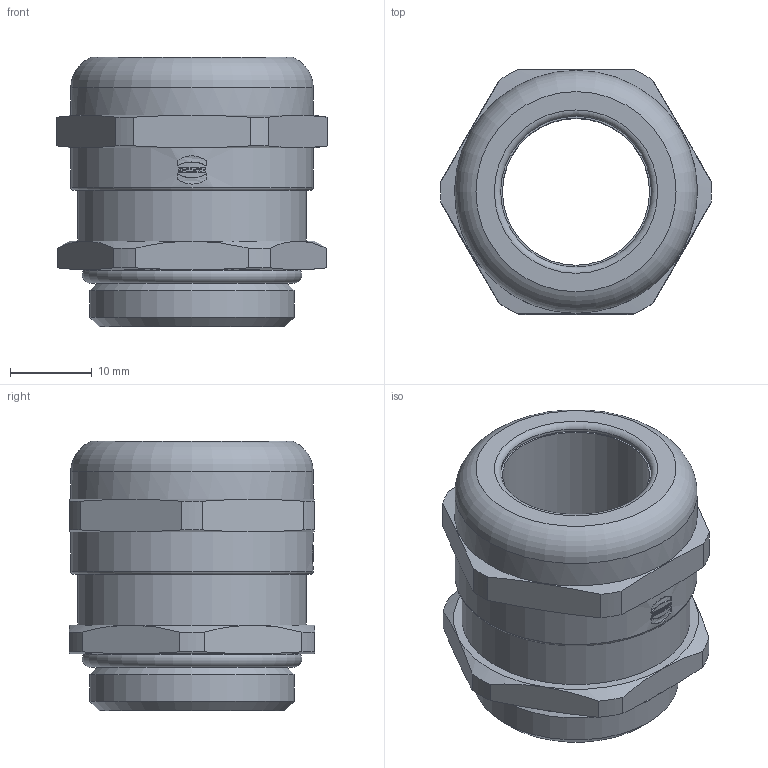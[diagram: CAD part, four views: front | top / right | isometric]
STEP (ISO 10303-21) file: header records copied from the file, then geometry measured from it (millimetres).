
FILE_DESCRIPTION(/* description */ (''),/* implementation_level */ '2;1');
FILE_NAME(/* name */ '100095216ugm000_e.stp',/* time_stamp */ '2019-01-23T16:31:49+01:00',/* author */ (''),/* organization */ (''),/* preprocessor_version */ 'ST-DEVELOPER v16.7',/* originating_system */ 'SIEMENS PLM Software NX 12.0',/* authorisation */ '');
FILE_SCHEMA (('AUTOMOTIVE_DESIGN { 1 0 10303 214 3 1 1 1 }'));
Length unit declared in the file: millimetre
Products named in the file (1): 100095216ugm000_e
Bounding box: 33.14 x 30 x 33 mm (x, y, z)
Volume: 12860.5 mm3; surface area: 6115 mm2
Topology: 1 solids, 1 shells, 284 faces, 788 edges, 532 vertices
Faces by surface type: bspline 132, plane 100, cylinder 32, cone 16, torus 4
Full cylindrical faces by diameter (mm): 18 x1, 18.45 x1, 22.8 x1, 25 x1, 26.543 x1, 28 x1, 28.924 x1, 29.7 x2
Entity records: 11366 total; most frequent: CARTESIAN_POINT 3249, ORIENTED_EDGE 1518, DIRECTION 982, EDGE_CURVE 759, VERTEX_POINT 510, LINE 448, VECTOR 448, EDGE_LOOP 319
